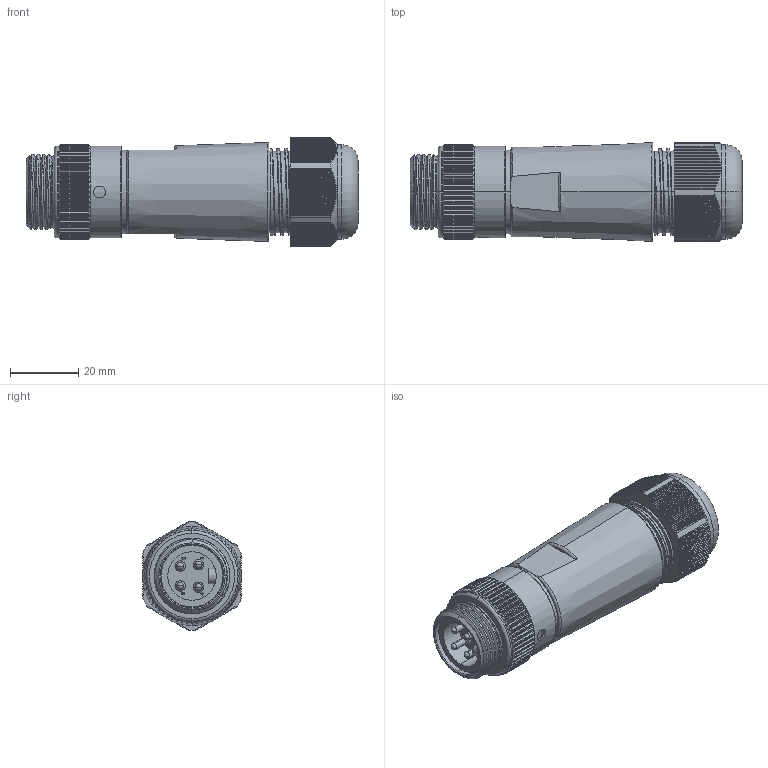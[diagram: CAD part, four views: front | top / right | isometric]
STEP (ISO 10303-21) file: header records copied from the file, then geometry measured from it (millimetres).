
FILE_DESCRIPTION (( 'STEP AP214' ), '1' );
FILE_NAME ('MIN-4MPM-FWX.STEP', '2015-08-11T17:32:22', ( 'IT' ), ( '' ), 'SwSTEP 2.0', 'SolidWorks 2015', '' );
FILE_SCHEMA (( 'AUTOMOTIVE_DESIGN' ));
Length unit declared in the file: millimetre
Products named in the file (1): MIN-4MPM-FWX
Bounding box: 97.49 x 29.06 x 31.9 mm (x, y, z)
Volume: 53506.2 mm3; surface area: 16353.3 mm2
Topology: 1 solids, 1 shells, 1122 faces, 3261 edges, 2153 vertices
Faces by surface type: plane 689, cylinder 350, torus 28, bspline 27, cone 20, sphere 8
Entity records: 55497 total; most frequent: CARTESIAN_POINT 15949, ORIENTED_EDGE 6506, DIRECTION 4485, EDGE_CURVE 3253, VERTEX_POINT 2153, LINE 1629, VECTOR 1629, AXIS2_PLACEMENT_3D 1428
